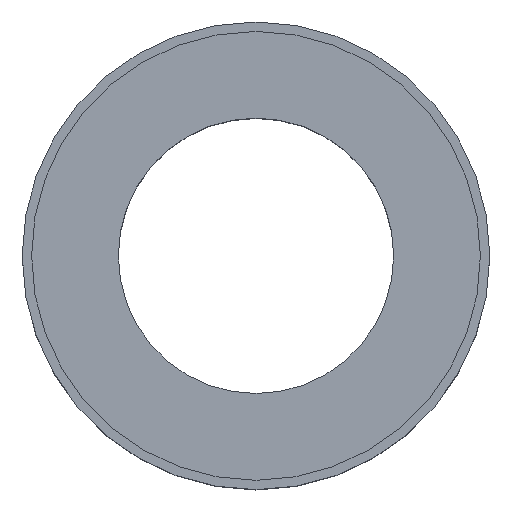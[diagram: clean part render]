
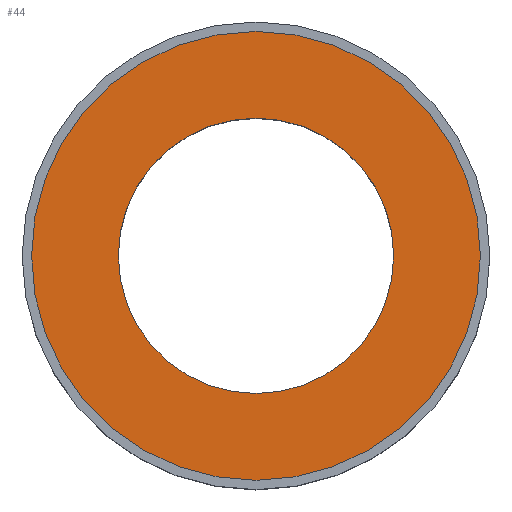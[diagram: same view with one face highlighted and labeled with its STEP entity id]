
A CAD part, top view. The second image highlights one B-rep face of the part: STEP entity #44.
In plain terms, the highlighted planar face has unit normal (0, 0, 1).
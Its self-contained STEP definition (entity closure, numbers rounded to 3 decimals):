
#9 = EDGE_CURVE ( 'NONE', #58, #22, #191, .T. ) ;
#11 = ORIENTED_EDGE ( 'NONE', *, *, #38, .F. ) ;
#21 = EDGE_CURVE ( 'NONE', #22, #58, #179, .T. ) ;
#22 = VERTEX_POINT ( 'NONE', #180 ) ;
#37 = VERTEX_POINT ( 'NONE', #231 ) ;
#38 = EDGE_CURVE ( 'NONE', #51, #37, #230, .T. ) ;
#43 = ORIENTED_EDGE ( 'NONE', *, *, #21, .T. ) ;
#44 = ADVANCED_FACE ( 'Fl�che1', ( #250, #254 ), #263, .F. ) ;
#45 = EDGE_LOOP ( 'NONE', ( #47, #11 ) ) ;
#47 = ORIENTED_EDGE ( 'NONE', *, *, #53, .F. ) ;
#51 = VERTEX_POINT ( 'NONE', #284 ) ;
#53 = EDGE_CURVE ( 'NONE', #37, #51, #304, .T. ) ;
#58 = VERTEX_POINT ( 'NONE', #299 ) ;
#68 = EDGE_LOOP ( 'NONE', ( #43, #140 ) ) ;
#140 = ORIENTED_EDGE ( 'NONE', *, *, #9, .T. ) ;
#175 = DIRECTION ( 'NONE',  ( 1., 0., 0. ) ) ;
#176 = DIRECTION ( 'NONE',  ( 0., 0., 1. ) ) ;
#177 = CARTESIAN_POINT ( 'NONE',  ( 0., 0., 0. ) ) ;
#178 = AXIS2_PLACEMENT_3D ( 'NONE', #177, #176, #175 ) ;
#179 = CIRCLE ( 'NONE', #178, 24.45 ) ;
#180 = CARTESIAN_POINT ( 'NONE',  ( 24.45, 0., 0. ) ) ;
#187 = DIRECTION ( 'NONE',  ( 1., 0., 0. ) ) ;
#188 = DIRECTION ( 'NONE',  ( 0., 0., 1. ) ) ;
#189 = CARTESIAN_POINT ( 'NONE',  ( 0., 0., 0. ) ) ;
#190 = AXIS2_PLACEMENT_3D ( 'NONE', #189, #188, #187 ) ;
#191 = CIRCLE ( 'NONE', #190, 24.45 ) ;
#226 = DIRECTION ( 'NONE',  ( 1., 0., 0. ) ) ;
#227 = DIRECTION ( 'NONE',  ( 0., 0., 1. ) ) ;
#228 = CARTESIAN_POINT ( 'NONE',  ( 0., 0., 0. ) ) ;
#229 = AXIS2_PLACEMENT_3D ( 'NONE', #228, #227, #226 ) ;
#230 = CIRCLE ( 'NONE', #229, 15. ) ;
#231 = CARTESIAN_POINT ( 'NONE',  ( 15., 0., 0. ) ) ;
#250 = FACE_BOUND ( 'NONE', #45, .T. ) ;
#254 = FACE_OUTER_BOUND ( 'NONE', #68, .T. ) ;
#259 = DIRECTION ( 'NONE',  ( -1., 0., 0. ) ) ;
#260 = DIRECTION ( 'NONE',  ( 0., 0., -1. ) ) ;
#261 = CARTESIAN_POINT ( 'NONE',  ( 0., 24.45, 0. ) ) ;
#262 = AXIS2_PLACEMENT_3D ( 'NONE', #261, #260, #259 ) ;
#263 = PLANE ( 'NONE',  #262 ) ;
#284 = CARTESIAN_POINT ( 'NONE',  ( -15., 0., 0. ) ) ;
#299 = CARTESIAN_POINT ( 'NONE',  ( -24.45, 0., 0. ) ) ;
#300 = DIRECTION ( 'NONE',  ( 1., 0., 0. ) ) ;
#301 = DIRECTION ( 'NONE',  ( 0., 0., 1. ) ) ;
#302 = CARTESIAN_POINT ( 'NONE',  ( 0., 0., 0. ) ) ;
#303 = AXIS2_PLACEMENT_3D ( 'NONE', #302, #301, #300 ) ;
#304 = CIRCLE ( 'NONE', #303, 15. ) ;
